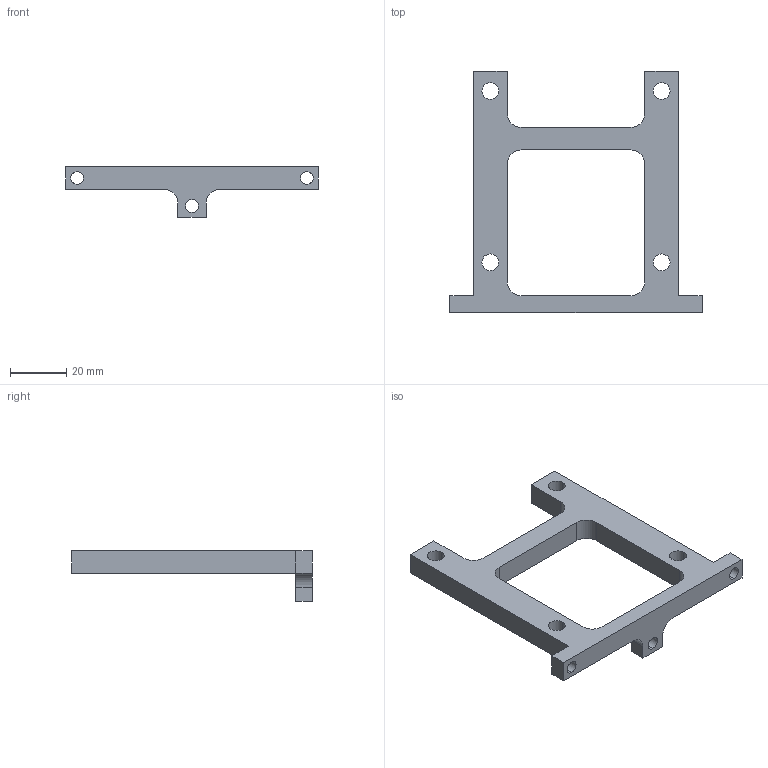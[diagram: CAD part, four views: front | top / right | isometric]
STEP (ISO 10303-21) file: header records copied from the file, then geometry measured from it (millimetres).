
FILE_DESCRIPTION (( 'STEP AP203' ), '1' );
FILE_NAME ('aw8-056-235.STEP', '2020-07-08T10:28:51', ( 'zhang' ), ( '' ), 'SwSTEP 2.0', 'SolidWorks 2016', '' );
FILE_SCHEMA (( 'CONFIG_CONTROL_DESIGN' ));
Length unit declared in the file: millimetre
Products named in the file (1): aw8-056-235
Bounding box: 90 x 86 x 18 mm (x, y, z)
Volume: 22549.9 mm3; surface area: 11272.7 mm2
Topology: 1 solids, 1 shells, 43 faces, 126 edges, 84 vertices
Faces by surface type: cylinder 22, plane 21
Entity records: 1553 total; most frequent: DIRECTION 258, CARTESIAN_POINT 254, ORIENTED_EDGE 252, EDGE_CURVE 126, AXIS2_PLACEMENT_3D 88, VERTEX_POINT 84, LINE 82, VECTOR 82
